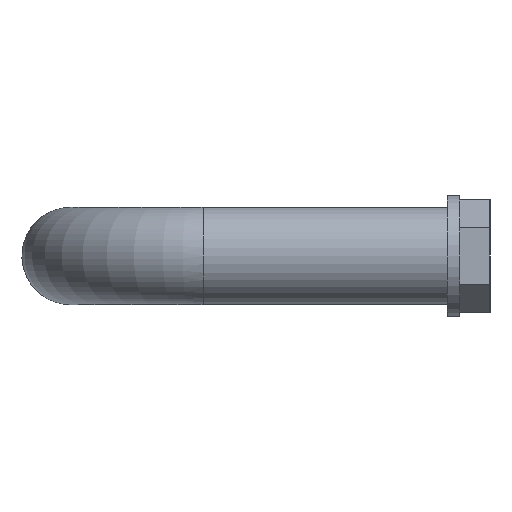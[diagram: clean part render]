
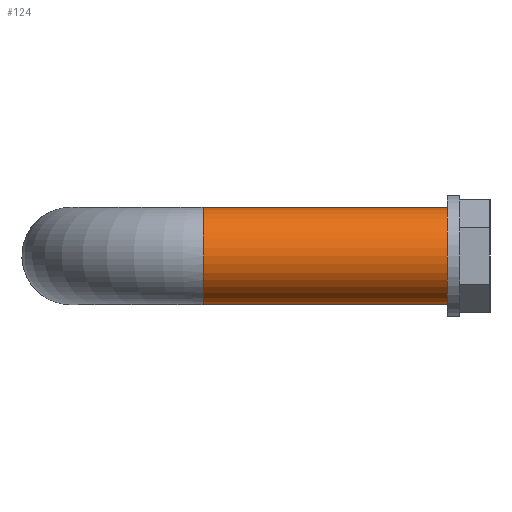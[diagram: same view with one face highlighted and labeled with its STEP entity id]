
A CAD part, left-side view. The second image highlights one B-rep face of the part: STEP entity #124.
In plain terms, the highlighted cylindrical face has radius 4.01 mm (diameter 8.02 mm), a full revolution.
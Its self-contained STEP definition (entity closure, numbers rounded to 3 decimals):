
#124 = ADVANCED_FACE( '', ( #270, #271 ), #272, .T. );
#270 = FACE_OUTER_BOUND( '', #433, .T. );
#271 = FACE_OUTER_BOUND( '', #434, .T. );
#272 = CYLINDRICAL_SURFACE( '', #435, 4.01 );
#433 = EDGE_LOOP( '', ( #693 ) );
#434 = EDGE_LOOP( '', ( #694 ) );
#435 = AXIS2_PLACEMENT_3D( '', #695, #696, #697 );
#693 = ORIENTED_EDGE( '', *, *, #786, .F. );
#694 = ORIENTED_EDGE( '', *, *, #867, .T. );
#695 = CARTESIAN_POINT( '', ( 4., 0., 0. ) );
#696 = DIRECTION( '', ( 0., -1., 0. ) );
#697 = DIRECTION( '', ( 0., 0., 1. ) );
#786 = EDGE_CURVE( '', #896, #896, #897, .T. );
#867 = EDGE_CURVE( '', #1016, #1016, #1017, .T. );
#896 = VERTEX_POINT( '', #1081 );
#897 = CIRCLE( '', #1082, 4.01 );
#1016 = VERTEX_POINT( '', #1302 );
#1017 = CIRCLE( '', #1303, 4.01 );
#1081 = CARTESIAN_POINT( '', ( 4., 0., 4.01 ) );
#1082 = AXIS2_PLACEMENT_3D( '', #1334, #1335, #1336 );
#1302 = CARTESIAN_POINT( '', ( 4., 20.1, 4.01 ) );
#1303 = AXIS2_PLACEMENT_3D( '', #1414, #1415, #1416 );
#1334 = CARTESIAN_POINT( '', ( 4., 0., 0. ) );
#1335 = DIRECTION( '', ( 0., -1., 0. ) );
#1336 = DIRECTION( '', ( 0., 0., 1. ) );
#1414 = CARTESIAN_POINT( '', ( 4., 20.1, 0. ) );
#1415 = DIRECTION( '', ( 0., -1., 0. ) );
#1416 = DIRECTION( '', ( 0., 0., 1. ) );
